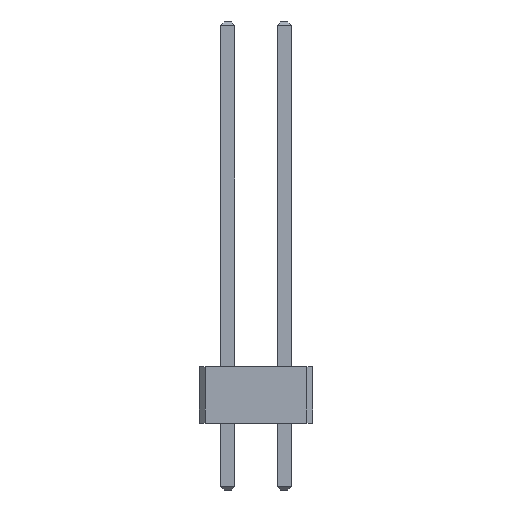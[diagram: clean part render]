
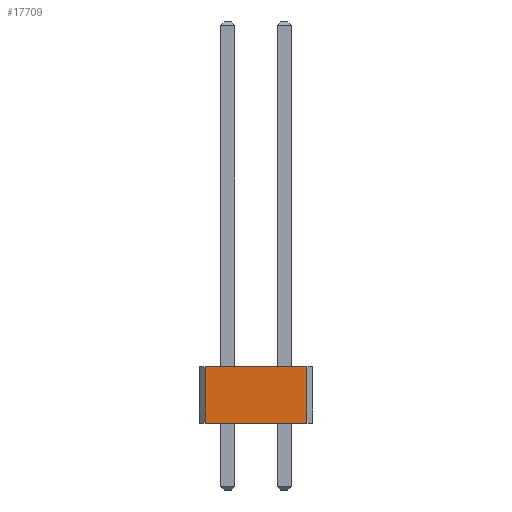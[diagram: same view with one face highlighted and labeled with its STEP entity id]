
A CAD part, front view. The second image highlights one B-rep face of the part: STEP entity #17709.
In plain terms, the highlighted planar face has unit normal (0, -1, 0).
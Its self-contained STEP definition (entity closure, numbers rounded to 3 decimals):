
#1052=FACE_OUTER_BOUND('',#2114,.T.);
#2114=EDGE_LOOP('',(#14726,#14727,#14728,#14729));
#4335=LINE('',#27416,#6595);
#4350=LINE('',#27446,#6610);
#4361=LINE('',#27465,#6621);
#4363=LINE('',#27469,#6623);
#6595=VECTOR('',#22805,1.);
#6610=VECTOR('',#22822,1.);
#6621=VECTOR('',#22841,1.);
#6623=VECTOR('',#22847,1.);
#8006=VERTEX_POINT('',#27413);
#8007=VERTEX_POINT('',#27415);
#8020=VERTEX_POINT('',#27443);
#8021=VERTEX_POINT('',#27445);
#10239=EDGE_CURVE('',#8007,#8006,#4335,.T.);
#10254=EDGE_CURVE('',#8020,#8021,#4350,.T.);
#10265=EDGE_CURVE('',#8007,#8020,#4361,.T.);
#10267=EDGE_CURVE('',#8006,#8021,#4363,.T.);
#14726=ORIENTED_EDGE('',*,*,#10265,.F.);
#14727=ORIENTED_EDGE('',*,*,#10239,.T.);
#14728=ORIENTED_EDGE('',*,*,#10267,.T.);
#14729=ORIENTED_EDGE('',*,*,#10254,.F.);
#15768=PLANE('',#18702);
#17709=ADVANCED_FACE('',(#1052),#15768,.F.);
#18702=AXIS2_PLACEMENT_3D('',#27468,#22845,#22846);
#22805=DIRECTION('',(1.,0.,0.));
#22822=DIRECTION('',(1.,0.,0.));
#22841=DIRECTION('',(0.,0.,1.));
#22845=DIRECTION('center_axis',(0.,1.,0.));
#22846=DIRECTION('ref_axis',(1.,0.,0.));
#22847=DIRECTION('',(0.,0.,1.));
#27413=CARTESIAN_POINT('',(3.556,-57.15,0.));
#27415=CARTESIAN_POINT('',(-1.016,-57.15,0.));
#27416=CARTESIAN_POINT('',(-1.016,-57.15,0.));
#27443=CARTESIAN_POINT('',(-1.016,-57.15,2.54));
#27445=CARTESIAN_POINT('',(3.556,-57.15,2.54));
#27446=CARTESIAN_POINT('',(-1.016,-57.15,2.54));
#27465=CARTESIAN_POINT('',(-1.016,-57.15,0.));
#27468=CARTESIAN_POINT('Origin',(-1.016,-57.15,0.));
#27469=CARTESIAN_POINT('',(3.556,-57.15,0.));
